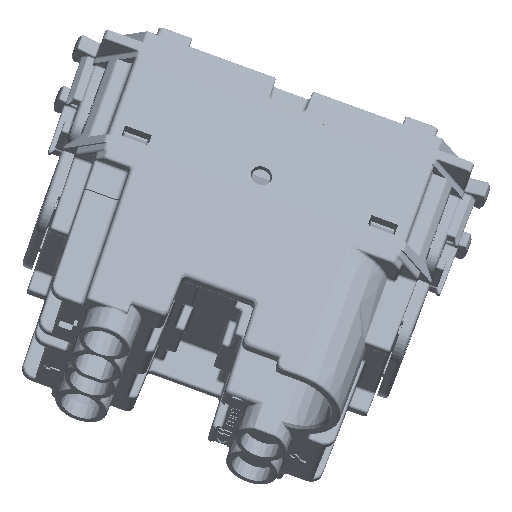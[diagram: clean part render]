
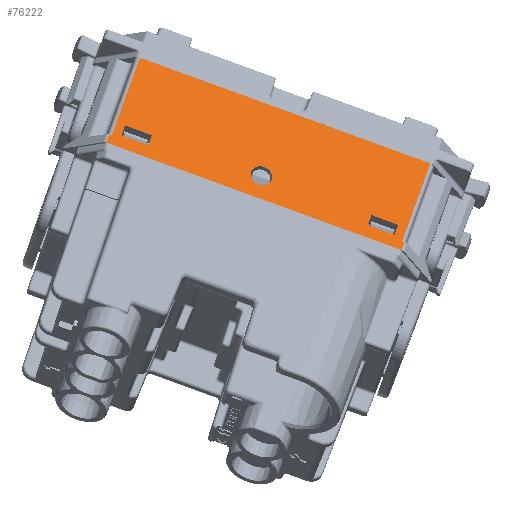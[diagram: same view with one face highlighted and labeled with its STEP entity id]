
A CAD part, left-side view. The second image highlights one B-rep face of the part: STEP entity #76222.
In plain terms, the highlighted face is planar.
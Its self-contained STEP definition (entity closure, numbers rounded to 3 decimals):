
#61675=CARTESIAN_POINT('Vertex',(-11.15,17.993,1.125)) ;
#61682=CARTESIAN_POINT('Vertex',(-11.15,17.993,-0.075)) ;
#61685=CARTESIAN_POINT('Line Origine',(-11.15,17.993,6.188)) ;
#62120=CARTESIAN_POINT('Vertex',(-11.15,17.7,12.45)) ;
#62127=CARTESIAN_POINT('Vertex',(-11.15,17.7,1.125)) ;
#62130=CARTESIAN_POINT('Line Origine',(-11.15,17.7,6.188)) ;
#62142=CARTESIAN_POINT('Line Origine',(-11.15,17.846,1.125)) ;
#63198=CARTESIAN_POINT('Vertex',(-11.15,-17.993,1.125)) ;
#63201=CARTESIAN_POINT('Line Origine',(-11.15,-17.993,6.188)) ;
#63205=CARTESIAN_POINT('Vertex',(-11.15,-17.993,-0.075)) ;
#63502=CARTESIAN_POINT('Vertex',(-11.15,-17.7,12.45)) ;
#63505=CARTESIAN_POINT('Line Origine',(-11.15,-17.7,6.188)) ;
#63509=CARTESIAN_POINT('Vertex',(-11.15,-17.7,1.125)) ;
#63524=CARTESIAN_POINT('Line Origine',(-11.15,-17.846,1.125)) ;
#65465=CARTESIAN_POINT('Vertex',(-11.15,-1.25,2.95)) ;
#65468=CARTESIAN_POINT('Axis2P3D Location',(-11.15,0.,2.95)) ;
#65472=CARTESIAN_POINT('Vertex',(-11.15,1.25,2.95)) ;
#65513=CARTESIAN_POINT('Axis2P3D Location',(-11.15,0.,2.95)) ;
#76125=CARTESIAN_POINT('Axis2P3D Location',(-11.15,0.,0.)) ;
#76130=CARTESIAN_POINT('Line Origine',(-11.15,0.,-0.075)) ;
#76135=CARTESIAN_POINT('Line Origine',(-11.15,0.,12.45)) ;
#76154=CARTESIAN_POINT('Line Origine',(-11.15,-15.,3.031)) ;
#76158=CARTESIAN_POINT('Vertex',(-11.15,-16.631,3.031)) ;
#76160=CARTESIAN_POINT('Vertex',(-11.15,-13.369,3.031)) ;
#76163=CARTESIAN_POINT('Line Origine',(-11.15,-16.631,2.3)) ;
#76167=CARTESIAN_POINT('Vertex',(-11.15,-16.631,1.569)) ;
#76170=CARTESIAN_POINT('Line Origine',(-11.15,-15.,1.569)) ;
#76174=CARTESIAN_POINT('Vertex',(-11.15,-13.369,1.569)) ;
#76177=CARTESIAN_POINT('Line Origine',(-11.15,-13.369,2.3)) ;
#76188=CARTESIAN_POINT('Line Origine',(-11.15,13.369,2.3)) ;
#76192=CARTESIAN_POINT('Vertex',(-11.15,13.369,1.569)) ;
#76194=CARTESIAN_POINT('Vertex',(-11.15,13.369,3.031)) ;
#76197=CARTESIAN_POINT('Line Origine',(-11.15,15.,1.569)) ;
#76201=CARTESIAN_POINT('Vertex',(-11.15,16.631,1.569)) ;
#76204=CARTESIAN_POINT('Line Origine',(-11.15,16.631,2.3)) ;
#76208=CARTESIAN_POINT('Vertex',(-11.15,16.631,3.031)) ;
#76211=CARTESIAN_POINT('Line Origine',(-11.15,15.,3.031)) ;
#61686=DIRECTION('Vector Direction',(0.,0.,1.)) ;
#62131=DIRECTION('Vector Direction',(0.,0.,1.)) ;
#62143=DIRECTION('Vector Direction',(0.,1.,0.)) ;
#63202=DIRECTION('Vector Direction',(0.,0.,1.)) ;
#63506=DIRECTION('Vector Direction',(0.,0.,-1.)) ;
#63525=DIRECTION('Vector Direction',(0.,1.,0.)) ;
#65469=DIRECTION('Axis2P3D Direction',(1.,0.,0.)) ;
#65514=DIRECTION('Axis2P3D Direction',(1.,0.,0.)) ;
#76126=DIRECTION('Axis2P3D Direction',(1.,0.,0.)) ;
#76127=DIRECTION('Axis2P3D XDirection',(0.,1.,0.)) ;
#76131=DIRECTION('Vector Direction',(0.,1.,0.)) ;
#76136=DIRECTION('Vector Direction',(0.,1.,0.)) ;
#76155=DIRECTION('Vector Direction',(0.,1.,0.)) ;
#76164=DIRECTION('Vector Direction',(0.,0.,-1.)) ;
#76171=DIRECTION('Vector Direction',(0.,1.,0.)) ;
#76178=DIRECTION('Vector Direction',(0.,0.,-1.)) ;
#76189=DIRECTION('Vector Direction',(0.,0.,-1.)) ;
#76198=DIRECTION('Vector Direction',(0.,1.,0.)) ;
#76205=DIRECTION('Vector Direction',(0.,0.,-1.)) ;
#76212=DIRECTION('Vector Direction',(0.,1.,0.)) ;
#65470=AXIS2_PLACEMENT_3D('Circle Axis2P3D',#65468,#65469,$) ;
#65515=AXIS2_PLACEMENT_3D('Circle Axis2P3D',#65513,#65514,$) ;
#76128=AXIS2_PLACEMENT_3D('Plane Axis2P3D',#76125,#76126,#76127) ;
#76141=ORIENTED_EDGE('',*,*,#61689,.F.) ;
#76142=ORIENTED_EDGE('',*,*,#76134,.T.) ;
#76143=ORIENTED_EDGE('',*,*,#63207,.T.) ;
#76144=ORIENTED_EDGE('',*,*,#63528,.F.) ;
#76145=ORIENTED_EDGE('',*,*,#63511,.T.) ;
#76146=ORIENTED_EDGE('',*,*,#76139,.F.) ;
#76147=ORIENTED_EDGE('',*,*,#62134,.F.) ;
#76148=ORIENTED_EDGE('',*,*,#62146,.F.) ;
#76151=ORIENTED_EDGE('',*,*,#65517,.T.) ;
#76152=ORIENTED_EDGE('',*,*,#65474,.T.) ;
#76183=ORIENTED_EDGE('',*,*,#76162,.F.) ;
#76184=ORIENTED_EDGE('',*,*,#76169,.F.) ;
#76185=ORIENTED_EDGE('',*,*,#76176,.F.) ;
#76186=ORIENTED_EDGE('',*,*,#76181,.T.) ;
#76217=ORIENTED_EDGE('',*,*,#76196,.F.) ;
#76218=ORIENTED_EDGE('',*,*,#76203,.F.) ;
#76219=ORIENTED_EDGE('',*,*,#76210,.F.) ;
#76220=ORIENTED_EDGE('',*,*,#76215,.T.) ;
#76153=FACE_BOUND('',#76150,.T.) ;
#76187=FACE_BOUND('',#76182,.T.) ;
#76221=FACE_BOUND('',#76216,.T.) ;
#61687=VECTOR('Line Direction',#61686,1.) ;
#62132=VECTOR('Line Direction',#62131,1.) ;
#62144=VECTOR('Line Direction',#62143,1.) ;
#63203=VECTOR('Line Direction',#63202,1.) ;
#63507=VECTOR('Line Direction',#63506,1.) ;
#63526=VECTOR('Line Direction',#63525,1.) ;
#76132=VECTOR('Line Direction',#76131,1.) ;
#76137=VECTOR('Line Direction',#76136,1.) ;
#76156=VECTOR('Line Direction',#76155,1.) ;
#76165=VECTOR('Line Direction',#76164,1.) ;
#76172=VECTOR('Line Direction',#76171,1.) ;
#76179=VECTOR('Line Direction',#76178,1.) ;
#76190=VECTOR('Line Direction',#76189,1.) ;
#76199=VECTOR('Line Direction',#76198,1.) ;
#76206=VECTOR('Line Direction',#76205,1.) ;
#76213=VECTOR('Line Direction',#76212,1.) ;
#76222=ADVANCED_FACE('PartBody',(#76149,#76153,#76187,#76221),#76129,.F.) ;
#65471=CIRCLE('generated circle',#65470,1.25) ;
#65516=CIRCLE('generated circle',#65515,1.25) ;
#61689=EDGE_CURVE('',#61683,#61676,#61688,.T.) ;
#62134=EDGE_CURVE('',#62128,#62121,#62133,.T.) ;
#62146=EDGE_CURVE('',#61676,#62128,#62145,.F.) ;
#63207=EDGE_CURVE('',#63206,#63199,#63204,.T.) ;
#63511=EDGE_CURVE('',#63510,#63503,#63508,.F.) ;
#63528=EDGE_CURVE('',#63510,#63199,#63527,.F.) ;
#65474=EDGE_CURVE('',#65473,#65466,#65471,.T.) ;
#65517=EDGE_CURVE('',#65466,#65473,#65516,.T.) ;
#76134=EDGE_CURVE('',#61683,#63206,#76133,.F.) ;
#76139=EDGE_CURVE('',#62121,#63503,#76138,.F.) ;
#76162=EDGE_CURVE('',#76159,#76161,#76157,.T.) ;
#76169=EDGE_CURVE('',#76168,#76159,#76166,.F.) ;
#76176=EDGE_CURVE('',#76175,#76168,#76173,.F.) ;
#76181=EDGE_CURVE('',#76175,#76161,#76180,.F.) ;
#76196=EDGE_CURVE('',#76193,#76195,#76191,.F.) ;
#76203=EDGE_CURVE('',#76202,#76193,#76200,.F.) ;
#76210=EDGE_CURVE('',#76209,#76202,#76207,.T.) ;
#76215=EDGE_CURVE('',#76209,#76195,#76214,.F.) ;
#76140=EDGE_LOOP('',(#76141,#76142,#76143,#76144,#76145,#76146,#76147,#76148)) ;
#76150=EDGE_LOOP('',(#76151,#76152)) ;
#76182=EDGE_LOOP('',(#76183,#76184,#76185,#76186)) ;
#76216=EDGE_LOOP('',(#76217,#76218,#76219,#76220)) ;
#76149=FACE_OUTER_BOUND('',#76140,.T.) ;
#61688=LINE('Line',#61685,#61687) ;
#62133=LINE('Line',#62130,#62132) ;
#62145=LINE('Line',#62142,#62144) ;
#63204=LINE('Line',#63201,#63203) ;
#63508=LINE('Line',#63505,#63507) ;
#63527=LINE('Line',#63524,#63526) ;
#76133=LINE('Line',#76130,#76132) ;
#76138=LINE('Line',#76135,#76137) ;
#76157=LINE('Line',#76154,#76156) ;
#76166=LINE('Line',#76163,#76165) ;
#76173=LINE('Line',#76170,#76172) ;
#76180=LINE('Line',#76177,#76179) ;
#76191=LINE('Line',#76188,#76190) ;
#76200=LINE('Line',#76197,#76199) ;
#76207=LINE('Line',#76204,#76206) ;
#76214=LINE('Line',#76211,#76213) ;
#76129=PLANE('',#76128) ;
#61676=VERTEX_POINT('',#61675) ;
#61683=VERTEX_POINT('',#61682) ;
#62121=VERTEX_POINT('',#62120) ;
#62128=VERTEX_POINT('',#62127) ;
#63199=VERTEX_POINT('',#63198) ;
#63206=VERTEX_POINT('',#63205) ;
#63503=VERTEX_POINT('',#63502) ;
#63510=VERTEX_POINT('',#63509) ;
#65466=VERTEX_POINT('',#65465) ;
#65473=VERTEX_POINT('',#65472) ;
#76159=VERTEX_POINT('',#76158) ;
#76161=VERTEX_POINT('',#76160) ;
#76168=VERTEX_POINT('',#76167) ;
#76175=VERTEX_POINT('',#76174) ;
#76193=VERTEX_POINT('',#76192) ;
#76195=VERTEX_POINT('',#76194) ;
#76202=VERTEX_POINT('',#76201) ;
#76209=VERTEX_POINT('',#76208) ;
